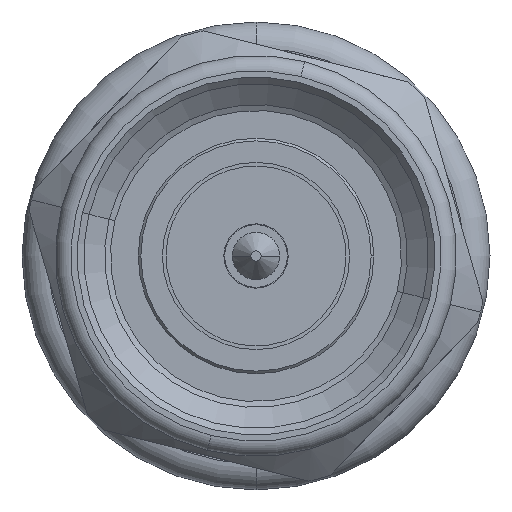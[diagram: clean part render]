
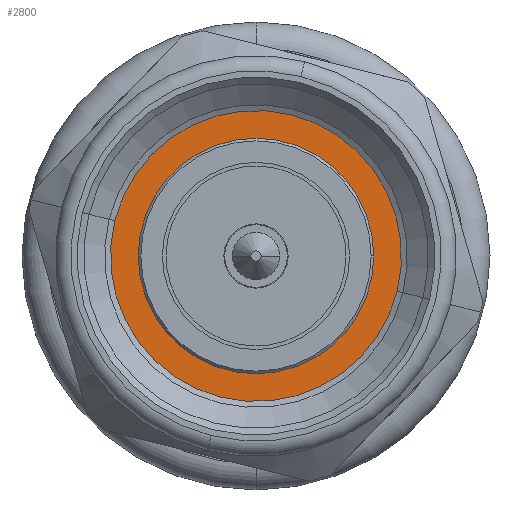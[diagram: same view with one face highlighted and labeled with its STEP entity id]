
A CAD part, left-side view. The second image highlights one B-rep face of the part: STEP entity #2800.
In plain terms, the highlighted planar face has unit normal (-1, 0, 0).
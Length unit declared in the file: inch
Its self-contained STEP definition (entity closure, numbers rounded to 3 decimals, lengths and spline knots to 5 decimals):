
#64 = ORIENTED_EDGE ( 'NONE', *, *, #3658, .F. ) ;
#143 = DIRECTION ( 'NONE',  ( -1., 0., 0. ) ) ;
#176 = EDGE_LOOP ( 'NONE', ( #1095, #466 ) ) ;
#329 = CARTESIAN_POINT ( 'NONE',  ( 30.50831, 17.60445, 0. ) ) ;
#439 = CARTESIAN_POINT ( 'NONE',  ( 30.50831, 17.60445, 0. ) ) ;
#441 = CARTESIAN_POINT ( 'NONE',  ( 30.50831, 17.48634, 0. ) ) ;
#462 = DIRECTION ( 'NONE',  ( 0., 0., 1. ) ) ;
#466 = ORIENTED_EDGE ( 'NONE', *, *, #732, .F. ) ;
#704 = CARTESIAN_POINT ( 'NONE',  ( 30.50831, 17.48634, 0. ) ) ;
#732 = EDGE_CURVE ( 'NONE', #3014, #1410, #1661, .T. ) ;
#784 = EDGE_CURVE ( 'NONE', #2581, #1961, #3273, .T. ) ;
#1015 = FACE_OUTER_BOUND ( 'NONE', #176, .T. ) ;
#1074 = PLANE ( 'NONE',  #1118 ) ;
#1095 = ORIENTED_EDGE ( 'NONE', *, *, #1449, .F. ) ;
#1118 = AXIS2_PLACEMENT_3D ( 'NONE', #439, #3612, #462 ) ;
#1176 = EDGE_LOOP ( 'NONE', ( #2379, #64 ) ) ;
#1202 = CARTESIAN_POINT ( 'NONE',  ( 30.50831, 17.57649, 0. ) ) ;
#1410 = VERTEX_POINT ( 'NONE', #329 ) ;
#1449 = EDGE_CURVE ( 'NONE', #1410, #3014, #2575, .T. ) ;
#1468 = AXIS2_PLACEMENT_3D ( 'NONE', #1798, #3241, #1522 ) ;
#1522 = DIRECTION ( 'NONE',  ( 0., 0., -1. ) ) ;
#1541 = AXIS2_PLACEMENT_3D ( 'NONE', #441, #2176, #3542 ) ;
#1555 = CIRCLE ( 'NONE', #1739, 0.09016 ) ;
#1625 = DIRECTION ( 'NONE',  ( -1., 0., 0. ) ) ;
#1661 = CIRCLE ( 'NONE', #1468, 0.11811 ) ;
#1670 = CARTESIAN_POINT ( 'NONE',  ( 30.50831, 17.48634, 0. ) ) ;
#1739 = AXIS2_PLACEMENT_3D ( 'NONE', #1670, #143, #3651 ) ;
#1798 = CARTESIAN_POINT ( 'NONE',  ( 30.50831, 17.48634, 0. ) ) ;
#1961 = VERTEX_POINT ( 'NONE', #3490 ) ;
#2174 = FACE_BOUND ( 'NONE', #1176, .T. ) ;
#2176 = DIRECTION ( 'NONE',  ( 1., 0., 0. ) ) ;
#2379 = ORIENTED_EDGE ( 'NONE', *, *, #784, .F. ) ;
#2575 = CIRCLE ( 'NONE', #1541, 0.11811 ) ;
#2581 = VERTEX_POINT ( 'NONE', #1202 ) ;
#2660 = CARTESIAN_POINT ( 'NONE',  ( 30.50831, 17.36823, 0. ) ) ;
#2682 = AXIS2_PLACEMENT_3D ( 'NONE', #704, #1625, #3329 ) ;
#2800 = ADVANCED_FACE ( 'NONE', ( #1015, #2174 ), #1074, .T. ) ;
#3014 = VERTEX_POINT ( 'NONE', #2660 ) ;
#3241 = DIRECTION ( 'NONE',  ( 1., 0., 0. ) ) ;
#3273 = CIRCLE ( 'NONE', #2682, 0.09016 ) ;
#3329 = DIRECTION ( 'NONE',  ( 0., 0., 1. ) ) ;
#3490 = CARTESIAN_POINT ( 'NONE',  ( 30.50831, 17.39618, 0. ) ) ;
#3542 = DIRECTION ( 'NONE',  ( 0., 0., -1. ) ) ;
#3612 = DIRECTION ( 'NONE',  ( -1., 0., 0. ) ) ;
#3651 = DIRECTION ( 'NONE',  ( 0., 0., 1. ) ) ;
#3658 = EDGE_CURVE ( 'NONE', #1961, #2581, #1555, .T. ) ;
